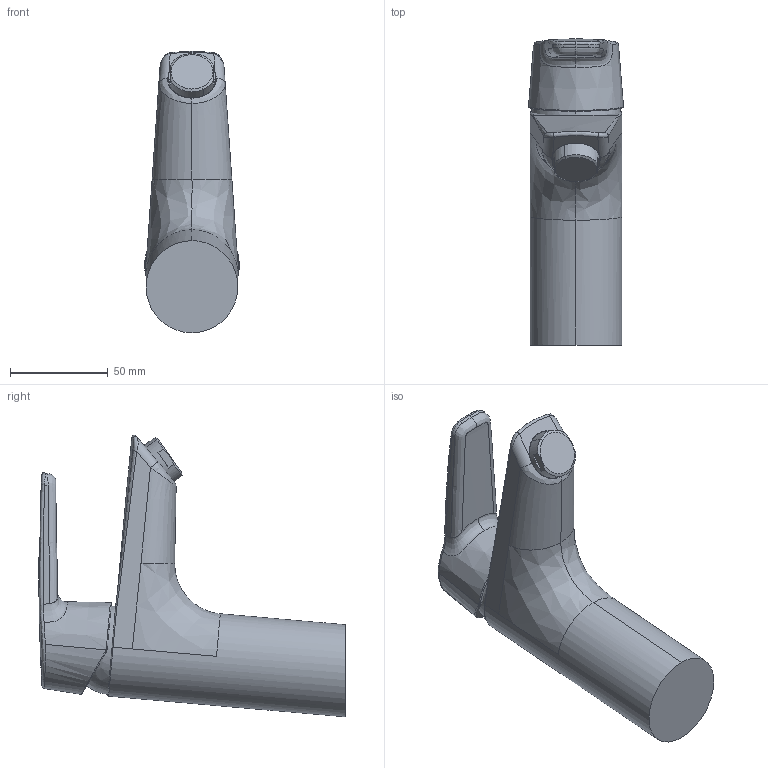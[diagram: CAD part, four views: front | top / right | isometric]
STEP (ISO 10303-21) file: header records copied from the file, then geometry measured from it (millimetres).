
FILE_DESCRIPTION (( 'STEP AP203' ), '1' );
FILE_NAME ('3911F(2016)+51522293+515222930037.STEP', '2019-03-18T05:55:15', ( '' ), ( '' ), 'SwSTEP 2.0', 'SolidWorks 2016', '' );
FILE_SCHEMA (( 'CONFIG_CONTROL_DESIGN' ));
Length unit declared in the file: millimetre
Products named in the file (1): 3911F(2016)+51522293+515222930037
Bounding box: 48.62 x 157 x 144.35 mm (x, y, z)
Volume: 377958.3 mm3; surface area: 49178.3 mm2
Topology: 4 solids, 4 shells, 88 faces, 223 edges, 143 vertices
Faces by surface type: bspline 52, plane 17, cylinder 14, cone 5
Entity records: 14109 total; most frequent: CARTESIAN_POINT 12377, ORIENTED_EDGE 444, EDGE_CURVE 222, DIRECTION 194, VERTEX_POINT 143, B_SPLINE_CURVE_WITH_KNOTS 131, EDGE_LOOP 89, FACE_OUTER_BOUND 88
